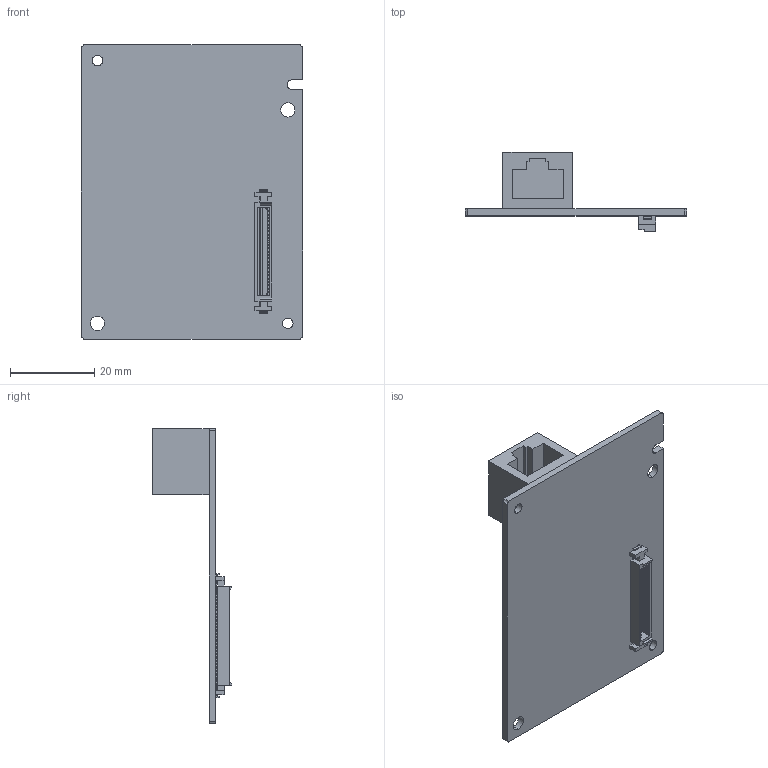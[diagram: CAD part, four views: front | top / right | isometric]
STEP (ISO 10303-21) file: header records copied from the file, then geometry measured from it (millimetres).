
FILE_DESCRIPTION (( 'STEP AP214' ), '1' );
FILE_NAME ('GS4-CM-MODTCP.STEP', '2017-08-30T23:04:53', ( '' ), ( '' ), 'SwSTEP 2.0', 'SolidWorks 2016', '' );
FILE_SCHEMA (( 'AUTOMOTIVE_DESIGN' ));
Length unit declared in the file: inch
Products named in the file (1): GS4-CM-MODTCP
Bounding box: 52.5 x 18.81 x 70 mm (x, y, z)
Volume: 8053.4 mm3; surface area: 10485.2 mm2
Topology: 3 solids, 3 shells, 580 faces, 1574 edges, 1048 vertices
Faces by surface type: plane 547, cylinder 29, torus 4
Entity records: 25576 total; most frequent: CARTESIAN_POINT 3203, ORIENTED_EDGE 3148, DIRECTION 2808, EDGE_CURVE 1574, LINE 1502, VECTOR 1502, VERTEX_POINT 1048, AXIS2_PLACEMENT_3D 653
